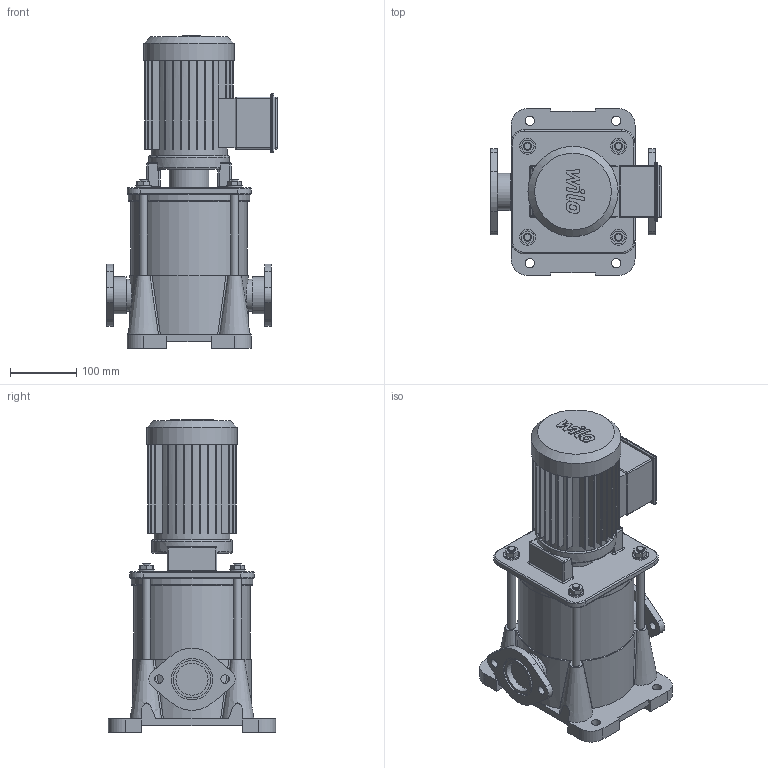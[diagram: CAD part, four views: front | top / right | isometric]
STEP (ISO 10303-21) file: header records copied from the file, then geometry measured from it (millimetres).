
FILE_DESCRIPTION(/* description */ (''),/* implementation_level */ '2;1');
FILE_NAME(/* name */ '3d_MVIL903-16_E_1-230-50-2-4087845.stp',/* time_stamp */ '2017-01-31T19:21:15+01:00',/* author */ ('Łukasz'),/* organization */ (''),/* preprocessor_version */ 'ST-DEVELOPER v16.1',/* originating_system */ 'AutoCAD Mechanical',/* authorisation */ '');
FILE_SCHEMA (('AUTOMOTIVE_DESIGN { 1 0 10303 214 3 1 1 }'));
Length unit declared in the file: millimetre
Products named in the file (1): Product
Bounding box: 257 x 252 x 471.2 mm (x, y, z)
Volume: 9932318.4 mm3; surface area: 672126.5 mm2
Topology: 14 solids, 14 shells, 497 faces, 1233 edges, 767 vertices
Faces by surface type: plane 250, cylinder 154, bspline 40, torus 23, sphere 20, cone 10
Full cylindrical faces by diameter (mm): 12 x8, 13 x4, 14 x4, 24 x4, 48.3 x4, 56.3 x4, 60 x1, 62.3 x2, 116 x1, 121 x1, 136 x1, 175 x1, 183 x1
Entity records: 15956 total; most frequent: CARTESIAN_POINT 4388, DIRECTION 2369, ORIENTED_EDGE 2334, EDGE_CURVE 1167, AXIS2_PLACEMENT_3D 858, VERTEX_POINT 764, LINE 653, VECTOR 653
